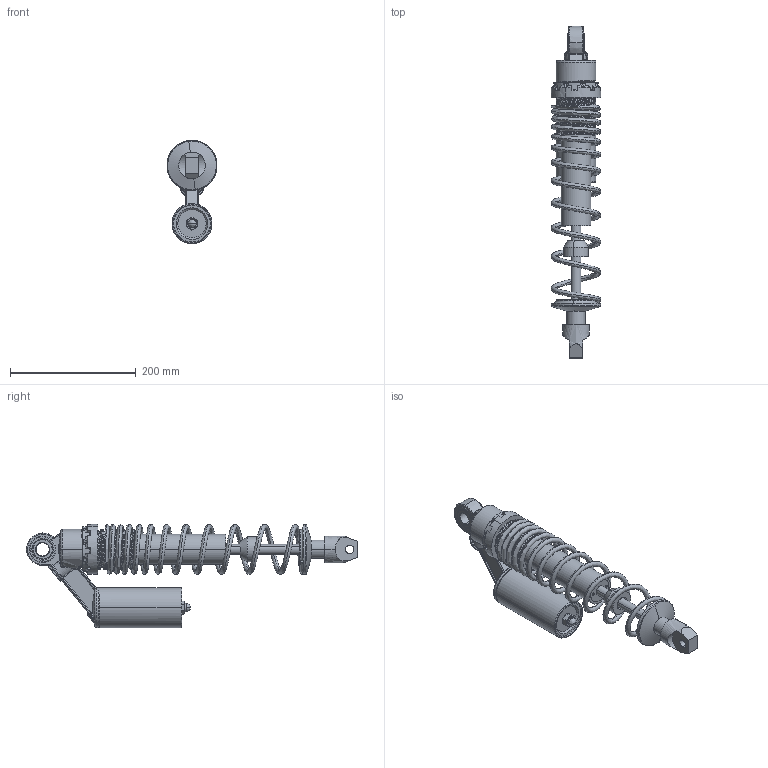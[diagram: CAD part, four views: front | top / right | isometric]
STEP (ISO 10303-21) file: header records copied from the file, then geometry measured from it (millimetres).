
FILE_DESCRIPTION(('FreeCAD Model'),'2;1');
FILE_NAME('Open CASCADE Shape Model','2025-04-17T11:04:46',('FreeCAD'),( 'FreeCAD'),'Open CASCADE STEP processor 7.6','FreeCAD','Unknown');
FILE_SCHEMA(('AUTOMOTIVE_DESIGN { 1 0 10303 214 1 1 1 1 }'));
Products named in the file (1): Open CASCADE STEP translator 7.6 1
Bounding box: 79.38 x 528.01 x 164.05 mm (x, y, z)
Volume: 834872.8 mm3; surface area: 306272.6 mm2
Topology: 11 solids, 11 shells, 376 faces, 906 edges, 567 vertices
Faces by surface type: bspline 376
Entity records: 34035 total; most frequent: CARTESIAN_POINT 29046, ORIENTED_EDGE 1808, EDGE_CURVE 904, VERTEX_POINT 567, FACE_BOUND 409, EDGE_LOOP 409, B_SPLINE_CURVE_WITH_KNOTS 385, ADVANCED_FACE 376
